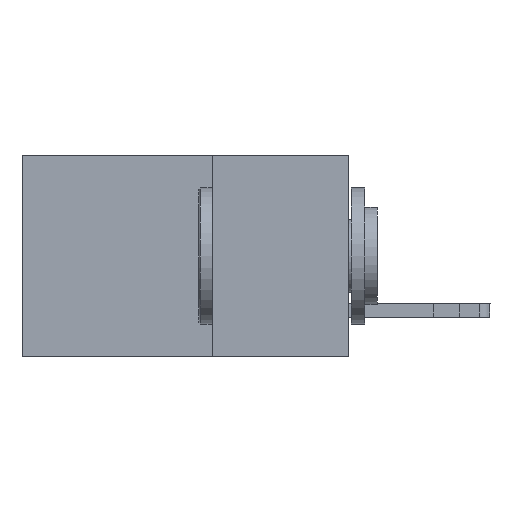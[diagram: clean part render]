
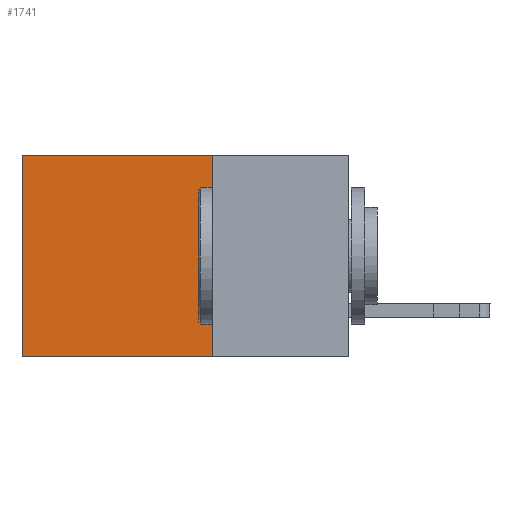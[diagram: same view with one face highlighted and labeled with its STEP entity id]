
A CAD part, left-side view. The second image highlights one B-rep face of the part: STEP entity #1741.
In plain terms, the highlighted planar face has unit normal (-1, 0, 0).
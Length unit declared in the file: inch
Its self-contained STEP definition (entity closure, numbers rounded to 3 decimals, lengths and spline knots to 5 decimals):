
#389 = CARTESIAN_POINT ( 'NONE',  ( 0.2615, 0.25, 0. ) ) ;
#521 = DIRECTION ( 'NONE',  ( 0., 1., 0. ) ) ;
#671 = CARTESIAN_POINT ( 'NONE',  ( 0.2615, 0.25, 0. ) ) ;
#1189 = CARTESIAN_POINT ( 'NONE',  ( 0.2615, 0.6, 0. ) ) ;
#1319 = AXIS2_PLACEMENT_3D ( 'NONE', #3083, #4128, #14160 ) ;
#1376 = CARTESIAN_POINT ( 'NONE',  ( 0.2615, 0.25, -0.37 ) ) ;
#1741 = ADVANCED_FACE ( 'NONE', ( #9330 ), #13871, .F. ) ;
#1887 = VECTOR ( 'NONE', #3174, 39.37008 ) ;
#2547 = VERTEX_POINT ( 'NONE', #1189 ) ;
#2827 = ORIENTED_EDGE ( 'NONE', *, *, #7622, .F. ) ;
#2861 = VERTEX_POINT ( 'NONE', #389 ) ;
#3083 = CARTESIAN_POINT ( 'NONE',  ( 0.2615, 0.25, -0.37 ) ) ;
#3174 = DIRECTION ( 'NONE',  ( 0., 0., -1. ) ) ;
#3397 = LINE ( 'NONE', #11343, #7604 ) ;
#3421 = LINE ( 'NONE', #14644, #13022 ) ;
#3572 = ORIENTED_EDGE ( 'NONE', *, *, #7750, .T. ) ;
#4128 = DIRECTION ( 'NONE',  ( 1., 0., 0. ) ) ;
#4468 = DIRECTION ( 'NONE',  ( 0., 1., 0. ) ) ;
#4509 = ORIENTED_EDGE ( 'NONE', *, *, #4800, .T. ) ;
#4800 = EDGE_CURVE ( 'NONE', #2861, #2547, #14439, .T. ) ;
#5202 = VECTOR ( 'NONE', #521, 39.37008 ) ;
#5256 = VERTEX_POINT ( 'NONE', #12034 ) ;
#5487 = VERTEX_POINT ( 'NONE', #1376 ) ;
#6677 = CARTESIAN_POINT ( 'NONE',  ( 0.2615, 0.25, -0.37 ) ) ;
#6725 = EDGE_CURVE ( 'NONE', #5487, #5256, #3421, .T. ) ;
#7604 = VECTOR ( 'NONE', #9194, 39.37008 ) ;
#7622 = EDGE_CURVE ( 'NONE', #2861, #5487, #9864, .T. ) ;
#7750 = EDGE_CURVE ( 'NONE', #2547, #5256, #3397, .T. ) ;
#8017 = ORIENTED_EDGE ( 'NONE', *, *, #6725, .F. ) ;
#9194 = DIRECTION ( 'NONE',  ( 0., 0., -1. ) ) ;
#9330 = FACE_OUTER_BOUND ( 'NONE', #11303, .T. ) ;
#9864 = LINE ( 'NONE', #6677, #1887 ) ;
#11303 = EDGE_LOOP ( 'NONE', ( #3572, #8017, #2827, #4509 ) ) ;
#11343 = CARTESIAN_POINT ( 'NONE',  ( 0.2615, 0.6, -0.37 ) ) ;
#12034 = CARTESIAN_POINT ( 'NONE',  ( 0.2615, 0.6, -0.37 ) ) ;
#13022 = VECTOR ( 'NONE', #4468, 39.37008 ) ;
#13871 = PLANE ( 'NONE',  #1319 ) ;
#14160 = DIRECTION ( 'NONE',  ( 0., 0., -1. ) ) ;
#14439 = LINE ( 'NONE', #671, #5202 ) ;
#14644 = CARTESIAN_POINT ( 'NONE',  ( 0.2615, 0.25, -0.37 ) ) ;
